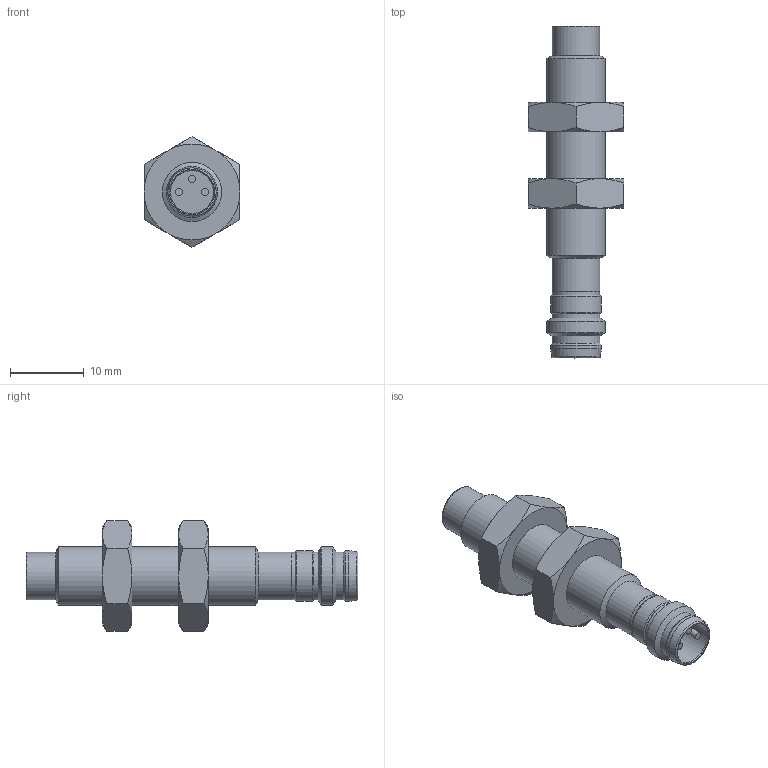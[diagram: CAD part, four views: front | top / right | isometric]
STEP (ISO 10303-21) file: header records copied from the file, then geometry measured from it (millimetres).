
FILE_DESCRIPTION (( 'STEP AP214' ), '1' );
FILE_NAME ('PAE-AP-2F.STEP', '2023-10-10T17:26:20', ( '' ), ( '' ), 'SwSTEP 2.0', 'SolidWorks 2023', '' );
FILE_SCHEMA (( 'AUTOMOTIVE_DESIGN' ));
Length unit declared in the file: inch
Products named in the file (1): PAE-AP-2F
Bounding box: 13 x 45 x 15.01 mm (x, y, z)
Volume: 2634.5 mm3; surface area: 2218.3 mm2
Topology: 3 solids, 3 shells, 76 faces, 157 edges, 95 vertices
Faces by surface type: cone 31, plane 26, cylinder 15, bspline 4
Full cylindrical faces by diameter (mm): 1 x3, 5.8 x1, 6.4 x1, 6.46 x1, 6.5 x3, 6.8 x1, 6.9 x1, 8 x4
Entity records: 1975 total; most frequent: CARTESIAN_POINT 559, DIRECTION 272, ORIENTED_EDGE 242, AXIS2_PLACEMENT_3D 130, EDGE_CURVE 121, EDGE_LOOP 114, FACE_OUTER_BOUND 95, VERTEX_POINT 85
